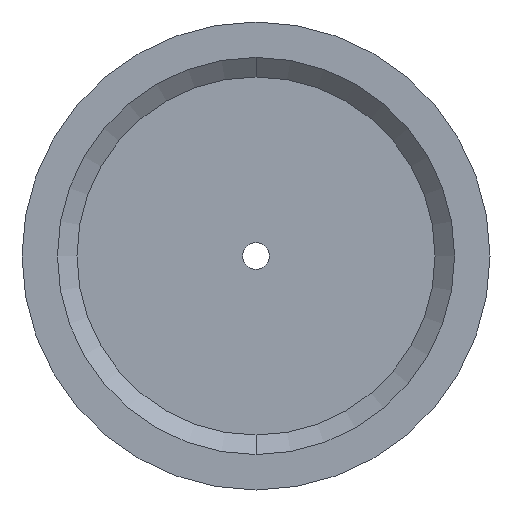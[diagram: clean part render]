
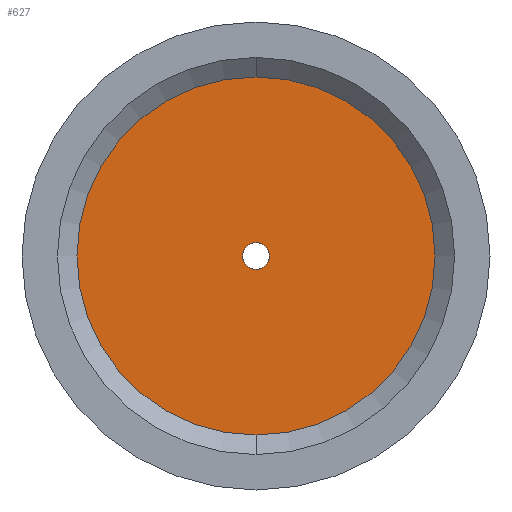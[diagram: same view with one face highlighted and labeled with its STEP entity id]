
A CAD part, front view. The second image highlights one B-rep face of the part: STEP entity #627.
In plain terms, the highlighted planar face has unit normal (0, -1, 0).
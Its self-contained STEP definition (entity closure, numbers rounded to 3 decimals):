
#19 = CIRCLE ( 'NONE', #331, 0.87 ) ;
#21 = EDGE_LOOP ( 'NONE', ( #157, #78 ) ) ;
#22 = EDGE_CURVE ( 'NONE', #407, #713, #502, .T. ) ;
#32 = FACE_BOUND ( 'NONE', #697, .T. ) ;
#59 = CARTESIAN_POINT ( 'NONE',  ( 0., 4.95, -0.87 ) ) ;
#60 = VERTEX_POINT ( 'NONE', #456 ) ;
#78 = ORIENTED_EDGE ( 'NONE', *, *, #22, .T. ) ;
#85 = DIRECTION ( 'NONE',  ( 0., 0., -1. ) ) ;
#104 = EDGE_CURVE ( 'NONE', #60, #399, #715, .T. ) ;
#157 = ORIENTED_EDGE ( 'NONE', *, *, #367, .T. ) ;
#211 = ORIENTED_EDGE ( 'NONE', *, *, #463, .F. ) ;
#245 = CARTESIAN_POINT ( 'NONE',  ( 0., 4.95, 0. ) ) ;
#273 = CARTESIAN_POINT ( 'NONE',  ( 0., 4.95, 0. ) ) ;
#275 = CARTESIAN_POINT ( 'NONE',  ( 0., 4.95, 0. ) ) ;
#331 = AXIS2_PLACEMENT_3D ( 'NONE', #245, #581, #738 ) ;
#337 = AXIS2_PLACEMENT_3D ( 'NONE', #454, #619, #377 ) ;
#344 = CARTESIAN_POINT ( 'NONE',  ( 0., 4.95, 11.63 ) ) ;
#366 = AXIS2_PLACEMENT_3D ( 'NONE', #275, #442, #733 ) ;
#367 = EDGE_CURVE ( 'NONE', #713, #407, #690, .T. ) ;
#377 = DIRECTION ( 'NONE',  ( 0., 0., 1. ) ) ;
#399 = VERTEX_POINT ( 'NONE', #59 ) ;
#407 = VERTEX_POINT ( 'NONE', #344 ) ;
#433 = DIRECTION ( 'NONE',  ( 0., -1., 0. ) ) ;
#442 = DIRECTION ( 'NONE',  ( 0., -1., 0. ) ) ;
#454 = CARTESIAN_POINT ( 'NONE',  ( -11.63, 4.95, 0. ) ) ;
#456 = CARTESIAN_POINT ( 'NONE',  ( 0., 4.95, 0.87 ) ) ;
#463 = EDGE_CURVE ( 'NONE', #399, #60, #19, .T. ) ;
#490 = CARTESIAN_POINT ( 'NONE',  ( 0., 4.95, 0. ) ) ;
#502 = CIRCLE ( 'NONE', #574, 11.63 ) ;
#507 = DIRECTION ( 'NONE',  ( 0., -1., 0. ) ) ;
#508 = FACE_OUTER_BOUND ( 'NONE', #21, .T. ) ;
#513 = CARTESIAN_POINT ( 'NONE',  ( 0., 4.95, -11.63 ) ) ;
#515 = DIRECTION ( 'NONE',  ( 0., 0., -1. ) ) ;
#533 = ORIENTED_EDGE ( 'NONE', *, *, #104, .F. ) ;
#574 = AXIS2_PLACEMENT_3D ( 'NONE', #273, #507, #515 ) ;
#581 = DIRECTION ( 'NONE',  ( 0., -1., 0. ) ) ;
#619 = DIRECTION ( 'NONE',  ( 0., 1., 0. ) ) ;
#627 = ADVANCED_FACE ( 'NONE', ( #32, #508 ), #732, .F. ) ;
#690 = CIRCLE ( 'NONE', #366, 11.63 ) ;
#697 = EDGE_LOOP ( 'NONE', ( #211, #533 ) ) ;
#704 = AXIS2_PLACEMENT_3D ( 'NONE', #490, #433, #85 ) ;
#713 = VERTEX_POINT ( 'NONE', #513 ) ;
#715 = CIRCLE ( 'NONE', #704, 0.87 ) ;
#732 = PLANE ( 'NONE',  #337 ) ;
#733 = DIRECTION ( 'NONE',  ( 0., 0., -1. ) ) ;
#738 = DIRECTION ( 'NONE',  ( 0., 0., -1. ) ) ;
